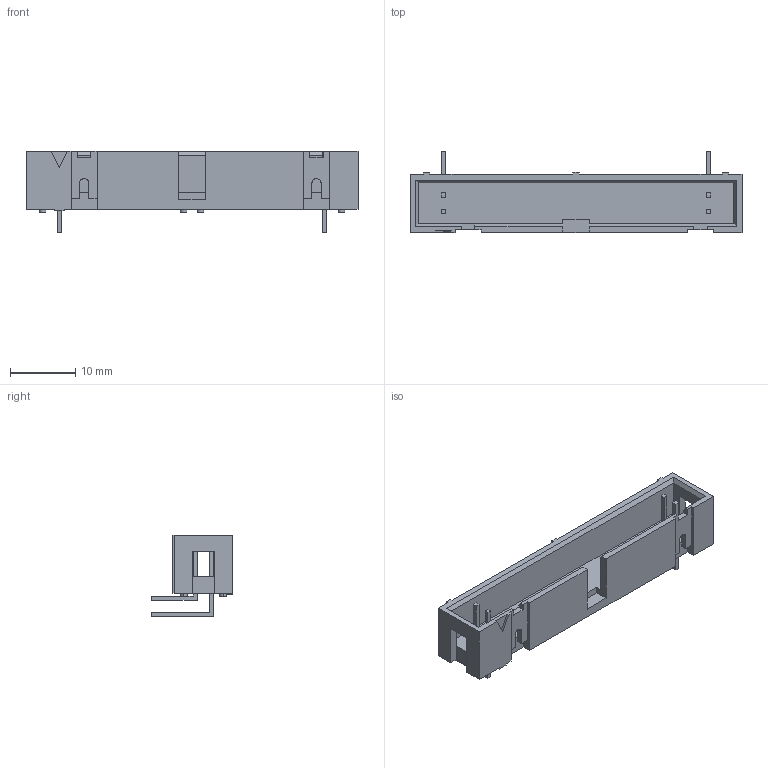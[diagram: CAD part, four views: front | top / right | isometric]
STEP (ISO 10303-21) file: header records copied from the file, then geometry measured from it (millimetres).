
FILE_DESCRIPTION(('STEP AP214'),'1');
FILE_NAME('09185346323.stp','2015-04-24T00:40:45',('TraceParts'),('TraceParts S.A.'),'XStep 1.0',' ',' ');
FILE_SCHEMA(('automotive_design'));
Length unit declared in the file: millimetre
Products named in the file (1): R2
Bounding box: 50.8 x 12.4 x 12.52 mm (x, y, z)
Volume: 1962.4 mm3; surface area: 2780.1 mm2
Topology: 1 solids, 1 shells, 143 faces, 393 edges, 258 vertices
Faces by surface type: bspline 143
Entity records: 8841 total; most frequent: CARTESIAN_POINT 1833, PRESENTATION_STYLE_ASSIGNMENT 844, COLOUR_RGB 844, STYLED_ITEM 795, ORIENTED_EDGE 786, CURVE_STYLE 442, DRAUGHTING_PRE_DEFINED_CURVE_FONT 442, EDGE_CURVE 393
